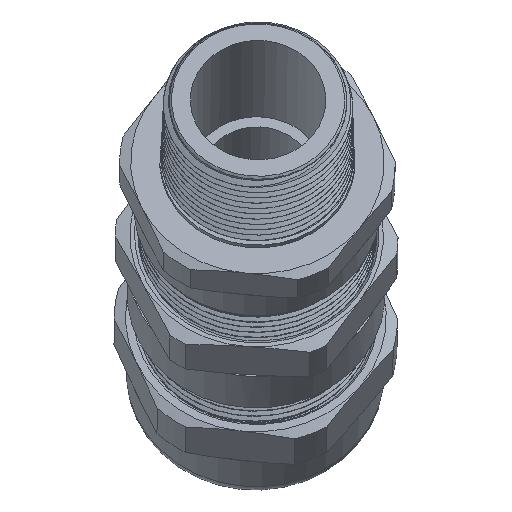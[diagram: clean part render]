
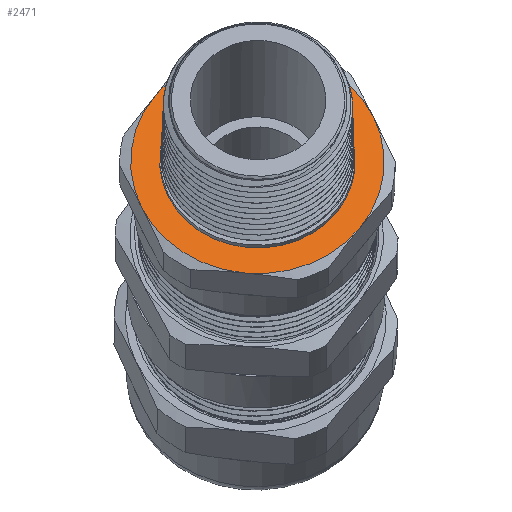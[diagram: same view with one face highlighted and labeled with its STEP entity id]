
A CAD part, left-side view. The second image highlights one B-rep face of the part: STEP entity #2471.
In plain terms, the highlighted face is planar.
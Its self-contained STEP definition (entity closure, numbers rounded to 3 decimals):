
#289=PLANE('',#2882);
#419=FACE_BOUND('',#832,.T.);
#592=FACE_OUTER_BOUND('',#831,.T.);
#831=EDGE_LOOP('',(#2214,#2215,#2216,#2217,#2218,#2219));
#832=EDGE_LOOP('',(#2220));
#1000=CIRCLE('',#2858,17.5);
#1003=CIRCLE('',#2862,17.5);
#1004=CIRCLE('',#2864,17.5);
#1007=CIRCLE('',#2868,17.5);
#1009=CIRCLE('',#2871,17.5);
#1012=CIRCLE('',#2881,17.5);
#1013=CIRCLE('',#2883,13.485);
#1245=VERTEX_POINT('',#13268);
#1254=VERTEX_POINT('',#13296);
#1260=VERTEX_POINT('',#13317);
#1266=VERTEX_POINT('',#13338);
#1272=VERTEX_POINT('',#13359);
#1278=VERTEX_POINT('',#13380);
#1281=VERTEX_POINT('',#13434);
#1590=EDGE_CURVE('',#1245,#1278,#1000,.T.);
#1593=EDGE_CURVE('',#1278,#1272,#1003,.T.);
#1594=EDGE_CURVE('',#1254,#1266,#1004,.T.);
#1597=EDGE_CURVE('',#1266,#1260,#1007,.T.);
#1599=EDGE_CURVE('',#1272,#1254,#1009,.T.);
#1602=EDGE_CURVE('',#1260,#1245,#1012,.T.);
#1603=EDGE_CURVE('',#1281,#1281,#1013,.T.);
#2214=ORIENTED_EDGE('',*,*,#1590,.F.);
#2215=ORIENTED_EDGE('',*,*,#1602,.F.);
#2216=ORIENTED_EDGE('',*,*,#1597,.F.);
#2217=ORIENTED_EDGE('',*,*,#1594,.F.);
#2218=ORIENTED_EDGE('',*,*,#1599,.F.);
#2219=ORIENTED_EDGE('',*,*,#1593,.F.);
#2220=ORIENTED_EDGE('',*,*,#1603,.T.);
#2471=ADVANCED_FACE('',(#592,#419),#289,.T.);
#2858=AXIS2_PLACEMENT_3D('',#13409,#3536,#3537);
#2862=AXIS2_PLACEMENT_3D('',#13413,#3544,#3545);
#2864=AXIS2_PLACEMENT_3D('',#13415,#3548,#3549);
#2868=AXIS2_PLACEMENT_3D('',#13419,#3556,#3557);
#2871=AXIS2_PLACEMENT_3D('',#13422,#3562,#3563);
#2881=AXIS2_PLACEMENT_3D('',#13432,#3582,#3583);
#2882=AXIS2_PLACEMENT_3D('',#13433,#3584,#3585);
#2883=AXIS2_PLACEMENT_3D('',#13435,#3586,#3587);
#3536=DIRECTION('center_axis',(1.,0.,0.));
#3537=DIRECTION('ref_axis',(0.,-1.,0.));
#3544=DIRECTION('center_axis',(1.,0.,0.));
#3545=DIRECTION('ref_axis',(0.,-1.,0.));
#3548=DIRECTION('center_axis',(1.,0.,0.));
#3549=DIRECTION('ref_axis',(0.,-1.,0.));
#3556=DIRECTION('center_axis',(1.,0.,0.));
#3557=DIRECTION('ref_axis',(0.,-1.,0.));
#3562=DIRECTION('center_axis',(1.,0.,0.));
#3563=DIRECTION('ref_axis',(0.,-1.,0.));
#3582=DIRECTION('center_axis',(1.,0.,0.));
#3583=DIRECTION('ref_axis',(0.,-1.,0.));
#3584=DIRECTION('center_axis',(-1.,0.,0.));
#3585=DIRECTION('ref_axis',(0.,0.,1.));
#3586=DIRECTION('center_axis',(1.,0.,0.));
#3587=DIRECTION('ref_axis',(0.,0.,-1.));
#13268=CARTESIAN_POINT('',(-26.1,17.5,0.));
#13296=CARTESIAN_POINT('',(-26.1,-17.5,0.));
#13317=CARTESIAN_POINT('',(-26.1,8.75,-15.155));
#13338=CARTESIAN_POINT('',(-26.1,-8.75,-15.155));
#13359=CARTESIAN_POINT('',(-26.1,-8.75,15.155));
#13380=CARTESIAN_POINT('',(-26.1,8.75,15.155));
#13409=CARTESIAN_POINT('Origin',(-26.1,0.,0.));
#13413=CARTESIAN_POINT('Origin',(-26.1,0.,0.));
#13415=CARTESIAN_POINT('Origin',(-26.1,0.,0.));
#13419=CARTESIAN_POINT('Origin',(-26.1,0.,0.));
#13422=CARTESIAN_POINT('Origin',(-26.1,0.,0.));
#13432=CARTESIAN_POINT('Origin',(-26.1,0.,0.));
#13433=CARTESIAN_POINT('Origin',(-26.1,19.,0.));
#13434=CARTESIAN_POINT('',(-26.1,13.485,0.));
#13435=CARTESIAN_POINT('Origin',(-26.1,0.,0.));
